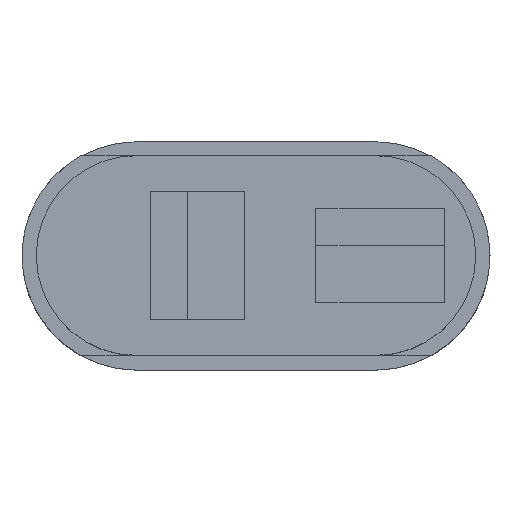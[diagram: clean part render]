
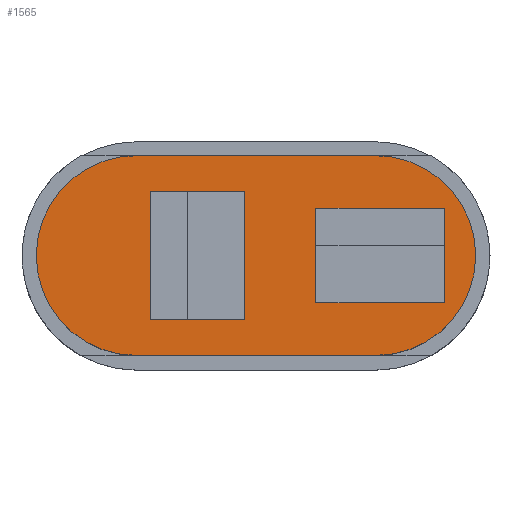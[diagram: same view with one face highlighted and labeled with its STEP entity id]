
A CAD part, top view. The second image highlights one B-rep face of the part: STEP entity #1565.
In plain terms, the highlighted planar face has unit normal (0, 0, 1).
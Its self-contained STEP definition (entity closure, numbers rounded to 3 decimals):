
#45=FACE_BOUND('',#264,.T.);
#46=FACE_BOUND('',#265,.T.);
#83=CIRCLE('',#1718,3.5);
#84=CIRCLE('',#1723,3.5);
#177=FACE_OUTER_BOUND('',#263,.T.);
#263=EDGE_LOOP('',(#1397,#1398,#1399,#1400));
#264=EDGE_LOOP('',(#1401,#1402,#1403,#1404));
#265=EDGE_LOOP('',(#1405,#1406,#1407,#1408));
#301=LINE('',#2235,#481);
#312=LINE('',#2258,#492);
#390=LINE('',#2427,#570);
#421=LINE('',#2490,#601);
#435=LINE('',#2561,#615);
#437=LINE('',#2565,#617);
#440=LINE('',#2570,#620);
#442=LINE('',#2590,#622);
#444=LINE('',#2594,#624);
#447=LINE('',#2599,#627);
#481=VECTOR('',#1799,10.);
#492=VECTOR('',#1816,10.);
#570=VECTOR('',#1952,10.);
#601=VECTOR('',#1987,10.);
#615=VECTOR('',#2089,10.);
#617=VECTOR('',#2093,10.);
#620=VECTOR('',#2098,10.);
#622=VECTOR('',#2134,10.);
#624=VECTOR('',#2138,10.);
#627=VECTOR('',#2143,10.);
#651=VERTEX_POINT('',#2231);
#653=VERTEX_POINT('',#2234);
#660=VERTEX_POINT('',#2254);
#662=VERTEX_POINT('',#2257);
#723=VERTEX_POINT('',#2424);
#724=VERTEX_POINT('',#2426);
#753=VERTEX_POINT('',#2487);
#754=VERTEX_POINT('',#2489);
#767=VERTEX_POINT('',#2560);
#768=VERTEX_POINT('',#2564);
#770=VERTEX_POINT('',#2589);
#771=VERTEX_POINT('',#2593);
#805=EDGE_CURVE('',#653,#651,#301,.T.);
#816=EDGE_CURVE('',#662,#660,#312,.T.);
#899=EDGE_CURVE('',#724,#723,#390,.T.);
#930=EDGE_CURVE('',#754,#753,#421,.T.);
#966=EDGE_CURVE('',#767,#653,#435,.T.);
#968=EDGE_CURVE('',#768,#767,#437,.T.);
#971=EDGE_CURVE('',#651,#768,#440,.T.);
#980=EDGE_CURVE('',#753,#724,#83,.T.);
#981=EDGE_CURVE('',#770,#662,#442,.T.);
#983=EDGE_CURVE('',#771,#770,#444,.T.);
#986=EDGE_CURVE('',#660,#771,#447,.T.);
#988=EDGE_CURVE('',#723,#754,#84,.T.);
#1397=ORIENTED_EDGE('',*,*,#980,.T.);
#1398=ORIENTED_EDGE('',*,*,#899,.T.);
#1399=ORIENTED_EDGE('',*,*,#988,.T.);
#1400=ORIENTED_EDGE('',*,*,#930,.T.);
#1401=ORIENTED_EDGE('',*,*,#966,.T.);
#1402=ORIENTED_EDGE('',*,*,#805,.T.);
#1403=ORIENTED_EDGE('',*,*,#971,.T.);
#1404=ORIENTED_EDGE('',*,*,#968,.T.);
#1405=ORIENTED_EDGE('',*,*,#981,.T.);
#1406=ORIENTED_EDGE('',*,*,#816,.T.);
#1407=ORIENTED_EDGE('',*,*,#986,.T.);
#1408=ORIENTED_EDGE('',*,*,#983,.T.);
#1483=PLANE('',#1724);
#1565=ADVANCED_FACE('',(#177,#45,#46),#1483,.T.);
#1718=AXIS2_PLACEMENT_3D('',#2587,#2130,#2131);
#1723=AXIS2_PLACEMENT_3D('',#2602,#2147,#2148);
#1724=AXIS2_PLACEMENT_3D('',#2603,#2149,#2150);
#1799=DIRECTION('',(0.,1.,0.));
#1816=DIRECTION('',(-1.,0.,0.));
#1952=DIRECTION('',(-1.,0.,0.));
#1987=DIRECTION('',(1.,0.,0.));
#2089=DIRECTION('',(-1.,0.,0.));
#2093=DIRECTION('',(0.,-1.,0.));
#2098=DIRECTION('',(1.,0.,0.));
#2130=DIRECTION('center_axis',(0.,0.,1.));
#2131=DIRECTION('ref_axis',(0.,-1.,0.));
#2134=DIRECTION('',(0.,-1.,0.));
#2138=DIRECTION('',(1.,0.,0.));
#2143=DIRECTION('',(0.,1.,0.));
#2147=DIRECTION('center_axis',(0.,0.,1.));
#2148=DIRECTION('ref_axis',(0.,1.,0.));
#2149=DIRECTION('center_axis',(0.,0.,1.));
#2150=DIRECTION('ref_axis',(1.,0.,0.));
#2231=CARTESIAN_POINT('',(2.1,1.65,11.15));
#2234=CARTESIAN_POINT('',(2.1,-1.65,11.15));
#2235=CARTESIAN_POINT('',(2.1,-0.825,11.15));
#2254=CARTESIAN_POINT('',(-3.7,-2.25,11.15));
#2257=CARTESIAN_POINT('',(-0.4,-2.25,11.15));
#2258=CARTESIAN_POINT('',(-0.2,-2.25,11.15));
#2424=CARTESIAN_POINT('',(-4.2,3.5,11.15));
#2426=CARTESIAN_POINT('',(4.2,3.5,11.15));
#2427=CARTESIAN_POINT('',(-4.2,3.5,11.15));
#2487=CARTESIAN_POINT('',(4.2,-3.5,11.15));
#2489=CARTESIAN_POINT('',(-4.2,-3.5,11.15));
#2490=CARTESIAN_POINT('',(4.2,-3.5,11.15));
#2560=CARTESIAN_POINT('',(6.6,-1.65,11.15));
#2561=CARTESIAN_POINT('',(3.3,-1.65,11.15));
#2564=CARTESIAN_POINT('',(6.6,1.65,11.15));
#2565=CARTESIAN_POINT('',(6.6,0.825,11.15));
#2570=CARTESIAN_POINT('',(1.05,1.65,11.15));
#2587=CARTESIAN_POINT('Origin',(4.2,0.,11.15));
#2589=CARTESIAN_POINT('',(-0.4,2.25,11.15));
#2590=CARTESIAN_POINT('',(-0.4,1.125,11.15));
#2593=CARTESIAN_POINT('',(-3.7,2.25,11.15));
#2594=CARTESIAN_POINT('',(-1.85,2.25,11.15));
#2599=CARTESIAN_POINT('',(-3.7,-1.125,11.15));
#2602=CARTESIAN_POINT('Origin',(-4.2,0.,
11.15));
#2603=CARTESIAN_POINT('Origin',(0.,0.,11.15));
